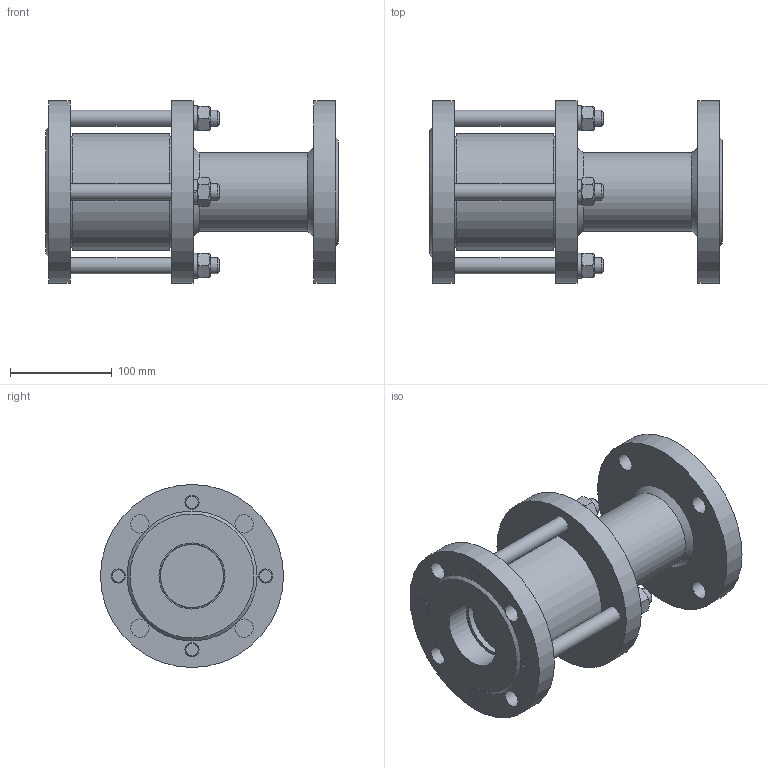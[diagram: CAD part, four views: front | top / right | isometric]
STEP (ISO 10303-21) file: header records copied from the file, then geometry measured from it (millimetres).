
FILE_DESCRIPTION((''),'2;1');
FILE_NAME('ФБ41 010 065 000.stp','2015-03-13T08:48:30',('��������'),(''),'Autodesk Inventor 2013','Autodesk Inventor 2013','');
FILE_SCHEMA(('CONFIG_CONTROL_DESIGN'));
Length unit declared in the file: millimetre
Products named in the file (23): ФБ41 010 065 000; ФБ41 020 065 010; ФБ41 020 065 010_Сварные швы; ФБ41 020 065 012; ФБ41 020 065 011; ФБ41 010 065 001; ФБ39 014 050 930Л; ФБ39 014 050 930Л_Сварные швы; ФБ41 010 050 022; ФБ41 010 050 022_1; ФБ41 010 065 013; ФБ41 020 065 001; ФБ41 020 065 020; ФБ41 020 065 020_Сварные швы; ФБ41 020 065 021; ФБ41 020 065 022; ФБ41 020 065 004; ФБ41 020 065 003; ФБ41 010 065 002; Шайба ГОСТ 6402-70 16 N; Гайка ГОСТ 5915-70 M16; Пружина сжатия; Пружина сжатия1
Assembly tree (32 placements, depth 3):
  ФБ41 010 065 000
    ФБ41 020 065 010
      ФБ41 020 065 010_Сварные швы
      ФБ41 020 065 012
      ФБ41 020 065 011
    ФБ41 010 065 001
    ФБ39 014 050 930Л
      ФБ39 014 050 930Л_Сварные швы
      ФБ41 010 050 022
      ФБ41 010 050 022_1
      ФБ41 010 065 013
    ФБ41 020 065 001
    ФБ41 020 065 020
      ФБ41 020 065 020_Сварные швы
      ФБ41 020 065 021
      ФБ41 020 065 022
    ФБ41 020 065 004  x2
    ФБ41 020 065 003
    ФБ41 010 065 002  x4
    Шайба ГОСТ 6402-70 16 N  x4
    Гайка ГОСТ 5915-70 M16  x4
    Пружина сжатия
      Пружина сжатия1
Bounding box: 288 x 180 x 180 mm (x, y, z)
Volume: 2229355.6 mm3; surface area: 495325.3 mm2
Topology: 31 solids, 31 shells, 297 faces, 655 edges, 426 vertices
Faces by surface type: plane 121, cylinder 90, cone 73, bspline 13
Full cylindrical faces by diameter (mm): 10 x2, 13.835 x8, 14 x2, 16 x4, 17 x2, 18 x12, 24 x3, 63 x2, 65 x2, 74 x1, 75 x6, 77 x3, 78 x1, 85 x1, 86 x2, 87 x3, 87.835 x1, 90 x2, 90.7 x1, 94 x4, 95 x2, 100 x1, 103 x2, 109 x4, 110 x2, 115 x1, 180 x3
Entity records: 7975 total; most frequent: CARTESIAN_POINT 2813, DIRECTION 1066, ORIENTED_EDGE 678, AXIS2_PLACEMENT_3D 509, EDGE_LOOP 416, EDGE_CURVE 339, VERTEX_POINT 285, CIRCLE 242
